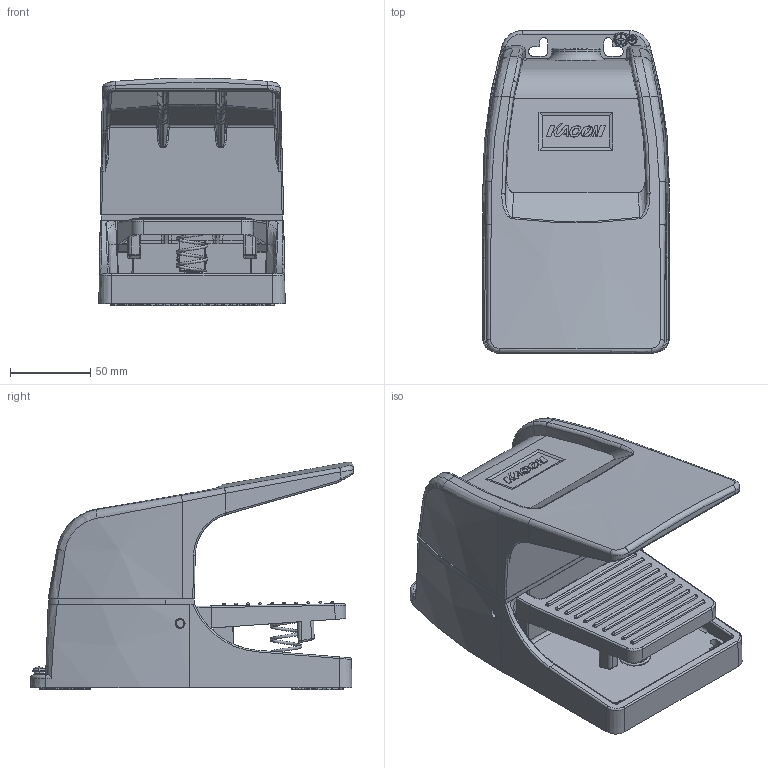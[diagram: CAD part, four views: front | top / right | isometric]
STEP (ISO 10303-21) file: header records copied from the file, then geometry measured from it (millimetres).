
FILE_DESCRIPTION (( 'STEP AP203' ), '1' );
FILE_NAME ('105206003 HRF-HD3褐怳羲壽.STEP', '2022-06-09T02:42:30', ( 'Microsoft' ), ( 'Microsoft' ), 'SwSTEP 2.0', 'SolidWorks 2015', '' );
FILE_SCHEMA (( 'CONFIG_CONTROL_DESIGN' ));
Length unit declared in the file: millimetre
Products named in the file (27): 3011001125 M4x30十一字槽盘头带弹垫组合螺钉; 3004004017 HRF-HD3 砎蝶躇猾杶; 3011010016 M4垫圈; 3011002010 楊擘攫倰蹟譫M4; 3002026009 HRF-HD3 戚菜; 3004003043 O型橡胶圈φ12x0.6; 3011001128 M4x8十一字槽盘头带弹垫组合螺钉; 3002002001 HRF-HD3 奪簽; 3003005004 HRF-HD3奻裔; 3009001075 HRF-HD3 粟銅; 3002019016 HRF-HD3 橈埽菜え; 105206003 HRF-HD3褐怳羲壽; 3011001135 囀鞠褒蹟佪 M4x8; 3003007002 HRF-HD3 怳啣; 3001009023 HRF-HD3 橈埽路啣; 3003004013 HRF-HD3 菁釱; 3004002028 HRF-HD3 砎蝶躇猾菜; 3005002034 HRF-HD3 嘐隅粣; 3002016029 HRF-HD3 峚雄羲壽盓殤; 3005006004 HRF-HD3 肣杶; 3004002026 HRF-HD3 砎蝶菜ヶ; 3012001006 Z15G10B 峚雄羲壽; 3005003002 HRF-HD3 芢裝; 3004002027 HRF-HD3 砎蝶菜綴; 3002019014 HRF-HD3N 橈埽菜え; 3009001079 HRF-HD3 揤銅; 3011001269 ﾊｮﾒｻﾗﾖｲﾛﾅﾌﾍｷﾂﾝｶ､M4x5
Assembly tree (35 placements, depth 2):
  105206003 HRF-HD3褐怳羲壽
    3003004013 HRF-HD3 菁釱
    3005006004 HRF-HD3 肣杶
    3005003002 HRF-HD3 芢裝
    3009001079 HRF-HD3 揤銅
    3004004017 HRF-HD3 砎蝶躇猾杶
    3002026009 HRF-HD3 戚菜
    3002002001 HRF-HD3 奪簽
    3002019016 HRF-HD3 橈埽菜え
    3001009023 HRF-HD3 橈埽路啣
    3002016029 HRF-HD3 峚雄羲壽盓殤
    3012001006 Z15G10B 峚雄羲壽
    3002019014 HRF-HD3N 橈埽菜え
    3011001125 M4x30十一字槽盘头带弹垫组合螺钉  x6
    3011002010 楊擘攫倰蹟譫M4  x2
    3011001128 M4x8十一字槽盘头带弹垫组合螺钉  x2
    3009001075 HRF-HD3 粟銅
    3003007002 HRF-HD3 怳啣
    3005002034 HRF-HD3 嘐隅粣  x2
    3011001135 囀鞠褒蹟佪 M4x8  x2
    3004002028 HRF-HD3 砎蝶躇猾菜
    3004002026 HRF-HD3 砎蝶菜ヶ
    3004002027 HRF-HD3 砎蝶菜綴
    3011001269 ﾊｮﾒｻﾗﾖｲﾛﾅﾌﾍｷﾂﾝｶ､M4x5
    3011010016 M4垫圈
    3004003043 O型橡胶圈φ12x0.6
    3003005004 HRF-HD3奻裔
Bounding box: 115.95 x 200.98 x 141.79 mm (x, y, z)
Volume: 616259 mm3; surface area: 308062.1 mm2
Topology: 48 solids, 58 shells, 4111 faces, 9832 edges, 6007 vertices
Faces by surface type: plane 2063, cylinder 1083, bspline 590, torus 161, cone 137, sphere 77
Entity records: 130580 total; most frequent: CARTESIAN_POINT 45727, ORIENTED_EDGE 17604, DIRECTION 15729, EDGE_CURVE 8822, VECTOR 5625, LINE 5625, VERTEX_POINT 5502, AXIS2_PLACEMENT_3D 5052
